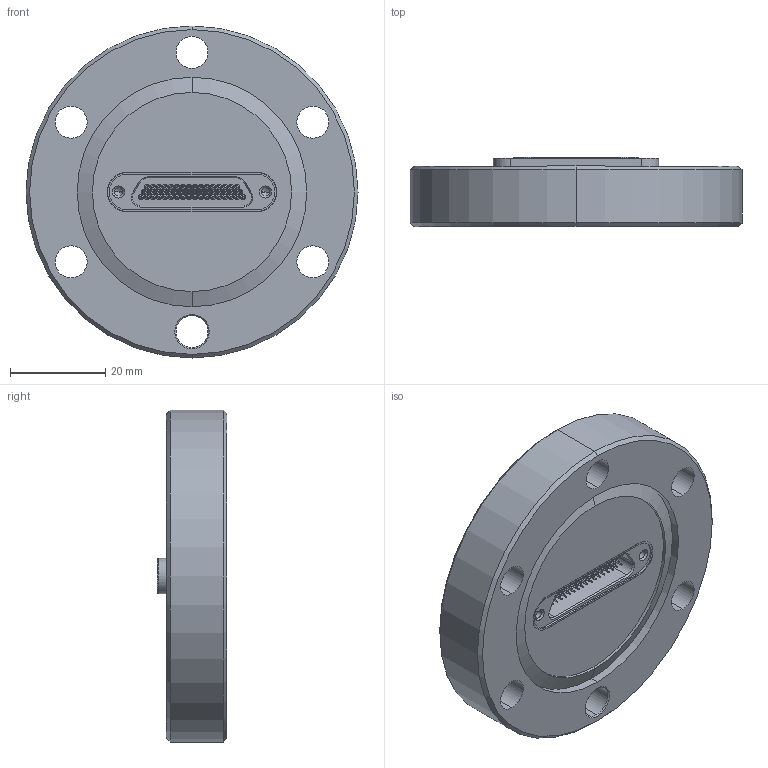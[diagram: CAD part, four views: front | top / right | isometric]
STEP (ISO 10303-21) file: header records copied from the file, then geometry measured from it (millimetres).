
FILE_DESCRIPTION (( 'STEP AP203' ), '1' );
FILE_NAME ('A11563-7-CF.STEP', '2013-05-01T11:02:46', ( '' ), ( '' ), 'SwSTEP 2.0', 'SolidWorks 2012', '' );
FILE_SCHEMA (( 'CONFIG_CONTROL_DESIGN' ));
Products named in the file (1): A11563-7-CF
Bounding box: 69.85 x 14.63 x 69.85 mm (x, y, z)
Volume: 42214.2 mm3; surface area: 16766.8 mm2
Topology: 104 solids, 104 shells, 2054 faces, 4908 edges, 2918 vertices
Faces by surface type: cylinder 1101, bspline 357, cone 356, plane 240
Entity records: 65633 total; most frequent: CARTESIAN_POINT 17064, DIRECTION 10941, ORIENTED_EDGE 9698, EDGE_CURVE 4849, AXIS2_PLACEMENT_3D 4598, VERTEX_POINT 2969, CIRCLE 2900, EDGE_LOOP 2440
